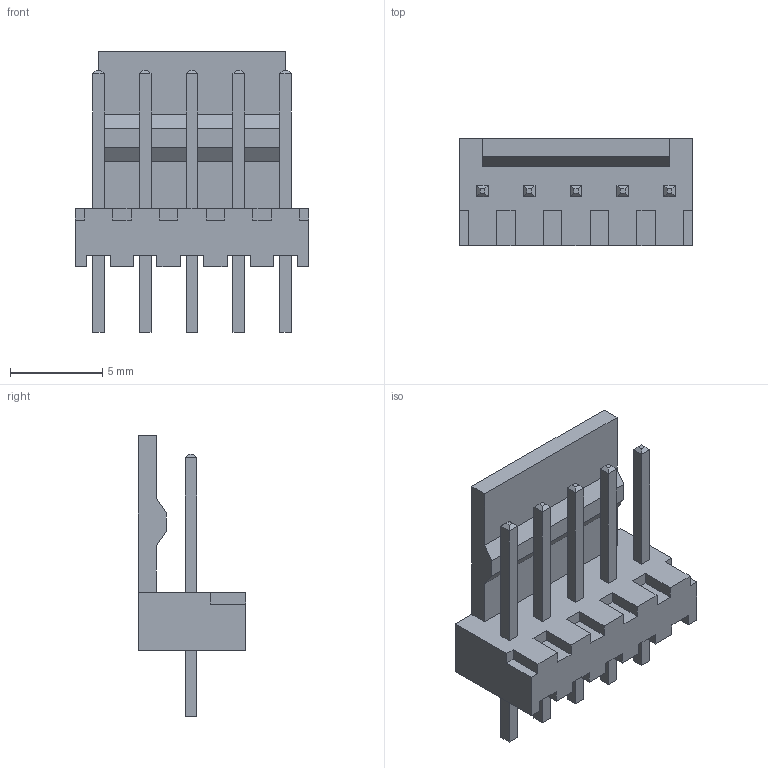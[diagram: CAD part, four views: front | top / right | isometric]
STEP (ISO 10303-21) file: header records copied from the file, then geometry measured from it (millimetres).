
FILE_DESCRIPTION(/* description */ (''),/* implementation_level */ '2;1');
FILE_NAME(/* name */ 'MOLEX-2.54mm-M5.step',/* time_stamp */ '2019-10-09T15:38:50-05:00',/* author */ (''),/* organization */ (''),/* preprocessor_version */ 'ST-DEVELOPER v18',/* originating_system */ 'Autodesk Translation Framework v8.6.0.1094',/* authorisation */ '');
FILE_SCHEMA (('AUTOMOTIVE_DESIGN { 1 0 10303 214 3 1 1 }'));
Length unit declared in the file: inch
Products named in the file (1): MOLEX-2.54mm-M5
Bounding box: 12.7 x 5.84 x 15.24 mm (x, y, z)
Volume: 324.5 mm3; surface area: 646.6 mm2
Topology: 1 solids, 1 shells, 126 faces, 322 edges, 208 vertices
Faces by surface type: plane 126
Entity records: 3825 total; most frequent: CARTESIAN_POINT 657, ORIENTED_EDGE 644, DIRECTION 576, LINE 322, VECTOR 322, EDGE_CURVE 322, VERTEX_POINT 208, EDGE_LOOP 136
